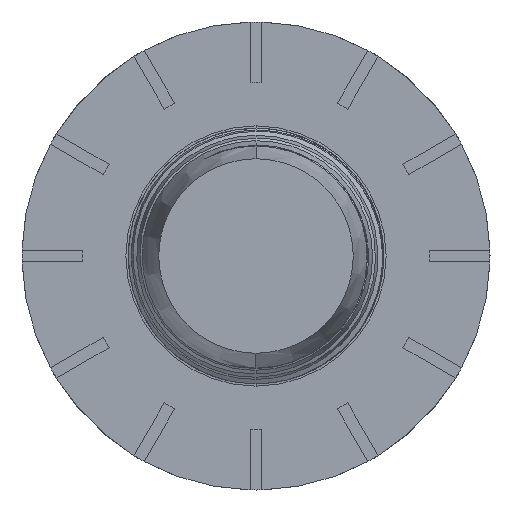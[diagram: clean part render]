
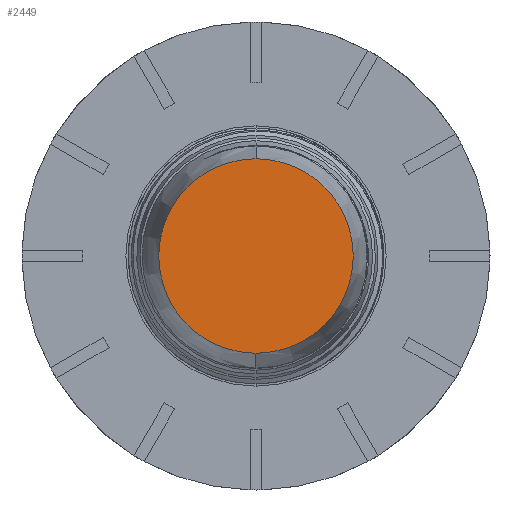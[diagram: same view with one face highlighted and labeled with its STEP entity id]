
A CAD part, front view. The second image highlights one B-rep face of the part: STEP entity #2449.
In plain terms, the highlighted planar face has unit normal (0, -1, 0).
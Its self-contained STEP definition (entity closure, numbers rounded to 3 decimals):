
#17=PLANE('',#2649);
#265=FACE_OUTER_BOUND('',#401,.T.);
#401=EDGE_LOOP('',(#1955,#1956));
#913=CIRCLE('',#2546,4.075);
#914=CIRCLE('',#2550,4.075);
#1027=VERTEX_POINT('',#3601);
#1028=VERTEX_POINT('',#3602);
#1279=EDGE_CURVE('',#1027,#1028,#913,.T.);
#1293=EDGE_CURVE('',#1028,#1027,#914,.T.);
#1955=ORIENTED_EDGE('',*,*,#1279,.F.);
#1956=ORIENTED_EDGE('',*,*,#1293,.F.);
#2449=ADVANCED_FACE('',(#265),#17,.T.);
#2546=AXIS2_PLACEMENT_3D('',#3603,#2779,#2780);
#2550=AXIS2_PLACEMENT_3D('',#3804,#2793,#2794);
#2649=AXIS2_PLACEMENT_3D('',#5046,#3078,#3079);
#2779=DIRECTION('center_axis',(0.,1.,0.));
#2780=DIRECTION('ref_axis',(0.,0.,1.));
#2793=DIRECTION('center_axis',(0.,1.,0.));
#2794=DIRECTION('ref_axis',(0.,0.,1.));
#3078=DIRECTION('center_axis',(0.,-1.,0.));
#3079=DIRECTION('ref_axis',(0.,0.,-1.));
#3601=CARTESIAN_POINT('',(0.,-30.2,4.075));
#3602=CARTESIAN_POINT('',(0.,-30.2,-4.075));
#3603=CARTESIAN_POINT('Origin',(0.,-30.2,0.));
#3804=CARTESIAN_POINT('Origin',(0.,-30.2,0.));
#5046=CARTESIAN_POINT('Origin',(-4.075,-30.2,0.));
